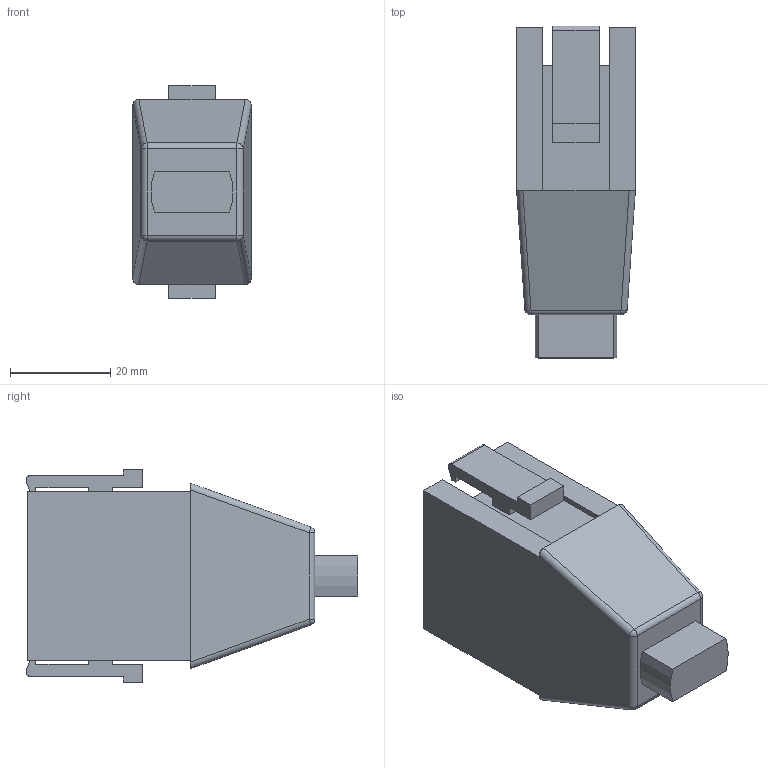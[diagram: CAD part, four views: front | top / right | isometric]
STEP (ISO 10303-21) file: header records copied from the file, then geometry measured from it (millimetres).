
FILE_DESCRIPTION((''),'2;1');
FILE_NAME('SMS24PDH1-CATALOGUE_PRT','2010-08-09T',('amartin'),(''),'PRO/ENGINEER BY PARAMETRIC TECHNOLOGY CORPORATION, 2007390','PRO/ENGINEER BY PARAMETRIC TECHNOLOGY CORPORATION, 2007390','');
FILE_SCHEMA(('CONFIG_CONTROL_DESIGN'));
Length unit declared in the file: millimetre
Products named in the file (1): SMS24PDH1-CATALOGUE_PRT
Bounding box: 23.68 x 66.27 x 42.51 mm (x, y, z)
Volume: 37747 mm3; surface area: 9629.9 mm2
Topology: 1 solids, 1 shells, 75 faces, 190 edges, 120 vertices
Faces by surface type: plane 59, cylinder 12, sphere 4
Entity records: 2250 total; most frequent: CARTESIAN_POINT 401, ORIENTED_EDGE 380, DIRECTION 356, EDGE_CURVE 190, VECTOR 166, LINE 166, VERTEX_POINT 120, AXIS2_PLACEMENT_3D 95
